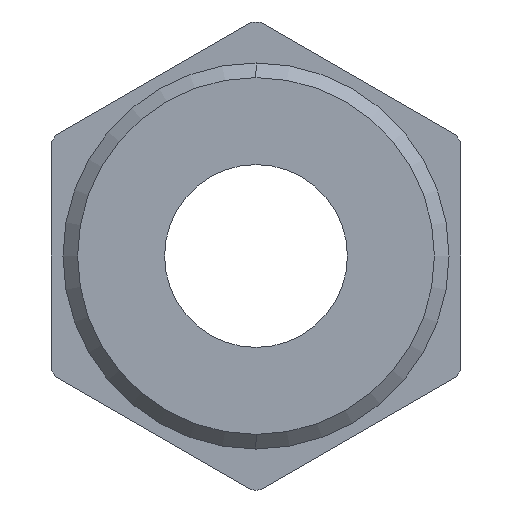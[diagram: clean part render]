
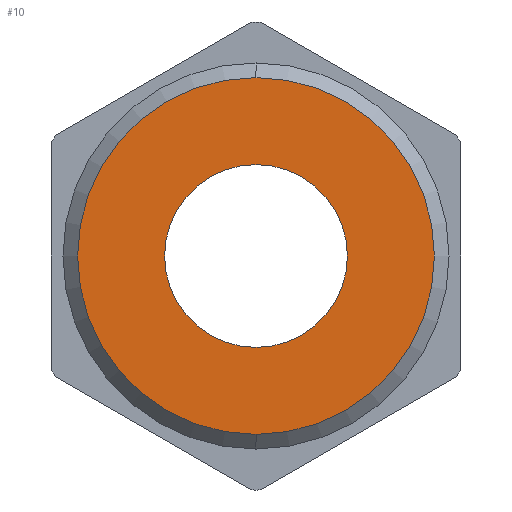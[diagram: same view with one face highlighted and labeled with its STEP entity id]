
A CAD part, left-side view. The second image highlights one B-rep face of the part: STEP entity #10.
In plain terms, the highlighted planar face has unit normal (-1, 0, 0).
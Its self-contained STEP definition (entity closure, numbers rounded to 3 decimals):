
#10 = ADVANCED_FACE ( 'NONE', ( #222, #254 ), #659, .F. ) ;
#53 = ORIENTED_EDGE ( 'NONE', *, *, #339, .T. ) ;
#160 = EDGE_CURVE ( 'NONE', #202, #1204, #833, .T. ) ;
#190 = CARTESIAN_POINT ( 'NONE',  ( 0., 0., 0. ) ) ;
#202 = VERTEX_POINT ( 'NONE', #591 ) ;
#222 = FACE_OUTER_BOUND ( 'NONE', #470, .T. ) ;
#254 = FACE_BOUND ( 'NONE', #638, .T. ) ;
#255 = CARTESIAN_POINT ( 'NONE',  ( 0., 0., 6.25 ) ) ;
#266 = DIRECTION ( 'NONE',  ( 1., 0., 0. ) ) ;
#281 = AXIS2_PLACEMENT_3D ( 'NONE', #946, #343, #1229 ) ;
#286 = ORIENTED_EDGE ( 'NONE', *, *, #160, .T. ) ;
#339 = EDGE_CURVE ( 'NONE', #1204, #202, #1156, .T. ) ;
#343 = DIRECTION ( 'NONE',  ( -1., 0., 0. ) ) ;
#353 = CIRCLE ( 'NONE', #944, 6.25 ) ;
#361 = DIRECTION ( 'NONE',  ( 0., 0., -1. ) ) ;
#375 = DIRECTION ( 'NONE',  ( 0., 0., -1. ) ) ;
#402 = AXIS2_PLACEMENT_3D ( 'NONE', #1067, #1160, #375 ) ;
#470 = EDGE_LOOP ( 'NONE', ( #53, #286 ) ) ;
#479 = DIRECTION ( 'NONE',  ( -1., 0., 0. ) ) ;
#480 = VERTEX_POINT ( 'NONE', #1099 ) ;
#491 = DIRECTION ( 'NONE',  ( 0., 0., -1. ) ) ;
#581 = VERTEX_POINT ( 'NONE', #255 ) ;
#591 = CARTESIAN_POINT ( 'NONE',  ( 0., 0., 12.2 ) ) ;
#638 = EDGE_LOOP ( 'NONE', ( #1224, #1162 ) ) ;
#659 = PLANE ( 'NONE',  #926 ) ;
#734 = EDGE_CURVE ( 'NONE', #581, #480, #353, .T. ) ;
#802 = CARTESIAN_POINT ( 'NONE',  ( 0., 0., -12.2 ) ) ;
#833 = CIRCLE ( 'NONE', #402, 12.2 ) ;
#926 = AXIS2_PLACEMENT_3D ( 'NONE', #954, #266, #361 ) ;
#944 = AXIS2_PLACEMENT_3D ( 'NONE', #1166, #479, #1164 ) ;
#946 = CARTESIAN_POINT ( 'NONE',  ( 0., 0., 0. ) ) ;
#954 = CARTESIAN_POINT ( 'NONE',  ( 0., 6.25, 0. ) ) ;
#1058 = EDGE_CURVE ( 'NONE', #480, #581, #1069, .T. ) ;
#1067 = CARTESIAN_POINT ( 'NONE',  ( 0., 0., 0. ) ) ;
#1069 = CIRCLE ( 'NONE', #281, 6.25 ) ;
#1099 = CARTESIAN_POINT ( 'NONE',  ( 0., 0., -6.25 ) ) ;
#1144 = AXIS2_PLACEMENT_3D ( 'NONE', #190, #1175, #491 ) ;
#1156 = CIRCLE ( 'NONE', #1144, 12.2 ) ;
#1160 = DIRECTION ( 'NONE',  ( -1., 0., 0. ) ) ;
#1162 = ORIENTED_EDGE ( 'NONE', *, *, #1058, .F. ) ;
#1164 = DIRECTION ( 'NONE',  ( 0., 0., 1. ) ) ;
#1166 = CARTESIAN_POINT ( 'NONE',  ( 0., 0., 0. ) ) ;
#1175 = DIRECTION ( 'NONE',  ( -1., 0., 0. ) ) ;
#1204 = VERTEX_POINT ( 'NONE', #802 ) ;
#1224 = ORIENTED_EDGE ( 'NONE', *, *, #734, .F. ) ;
#1229 = DIRECTION ( 'NONE',  ( 0., 0., 1. ) ) ;
